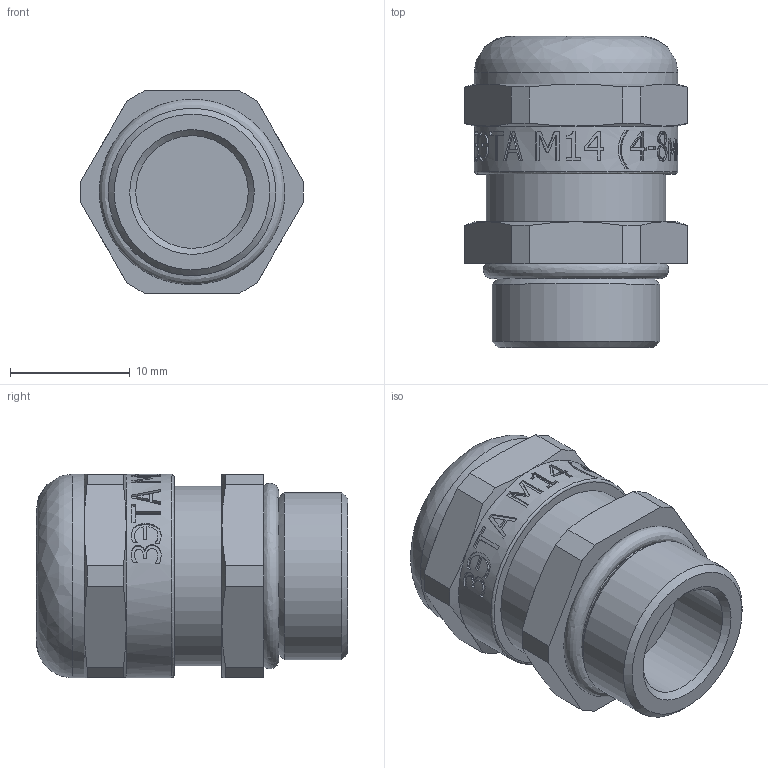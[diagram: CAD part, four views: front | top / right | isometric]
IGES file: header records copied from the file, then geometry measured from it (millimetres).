
Global section: file name: 3 КВ-М14 (4-8мм); native system: Autodesk Inventor 2015; preprocessor: unknown; author: zeta-23; date: 20161013.195001; units: millimetre
Bounding box: 18.63 x 26 x 17 mm (x, y, z)
Volume: 4783.6 mm3; surface area: 2115 mm2
Topology: 1 solids, 1 shells, 266 faces, 719 edges, 478 vertices
Faces by surface type: bspline 266
